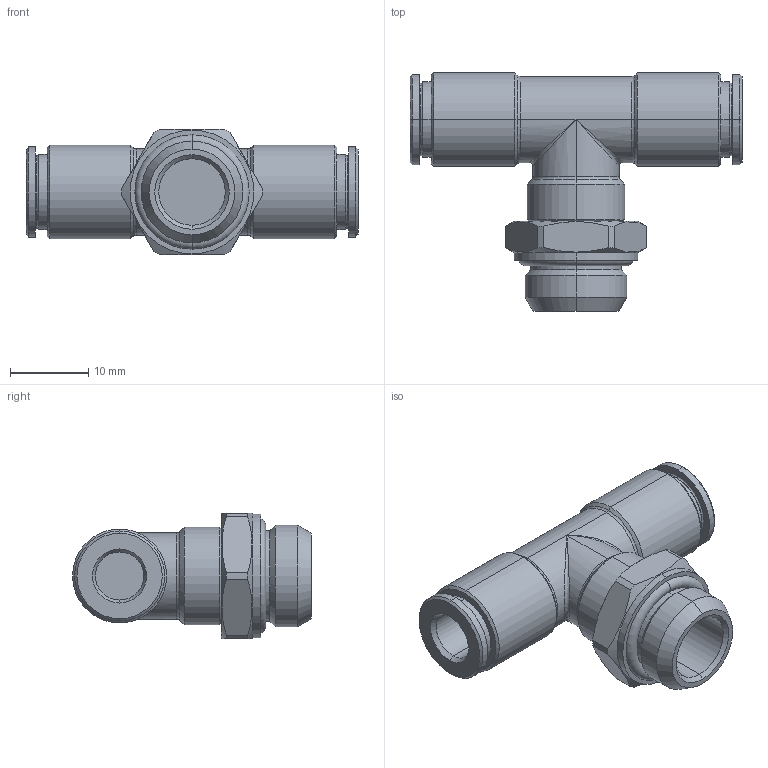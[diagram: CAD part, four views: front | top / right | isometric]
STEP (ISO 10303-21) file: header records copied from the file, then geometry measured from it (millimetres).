
FILE_DESCRIPTION (( 'STEP AP203' ), '1' );
FILE_NAME ('X0110032.STEP', '2010-10-20T09:13:39', ( '' ), ( 'sopra-pneumatic' ), 'SwSTEP 2.0', 'SolidWorks 2009', '' );
FILE_SCHEMA (( 'CONFIG_CONTROL_DESIGN' ));
Length unit declared in the file: millimetre
Products named in the file (1): X0110032
Bounding box: 42.41 x 30.5 x 16 mm (x, y, z)
Volume: 5650.6 mm3; surface area: 3895.2 mm2
Topology: 1 solids, 5 shells, 118 faces, 240 edges, 137 vertices
Faces by surface type: cylinder 47, cone 33, plane 20, torus 16, bspline 2
Entity records: 3894 total; most frequent: CARTESIAN_POINT 1345, DIRECTION 569, ORIENTED_EDGE 472, AXIS2_PLACEMENT_3D 245, EDGE_CURVE 236, VERTEX_POINT 137, CIRCLE 128, EDGE_LOOP 127
